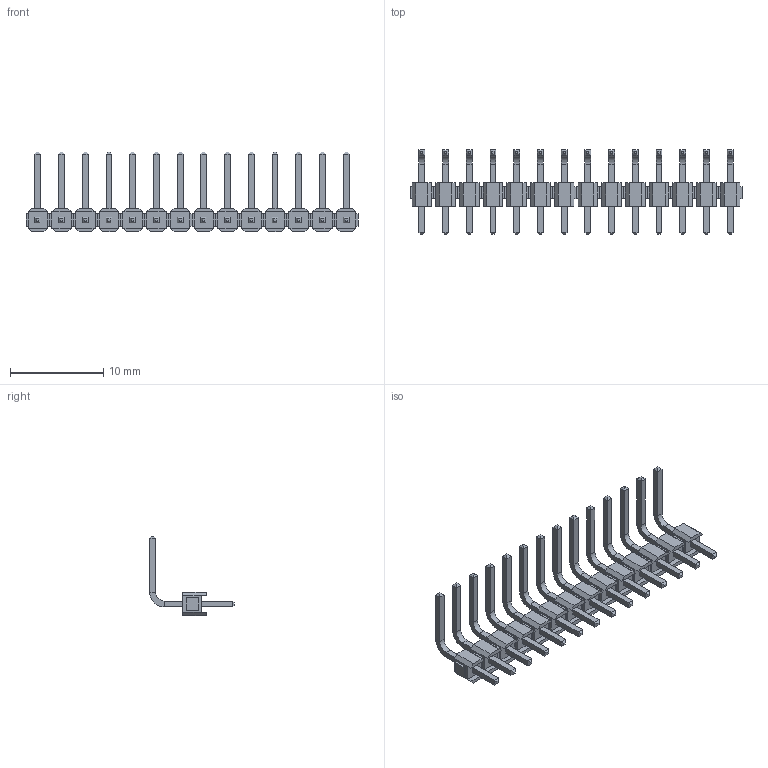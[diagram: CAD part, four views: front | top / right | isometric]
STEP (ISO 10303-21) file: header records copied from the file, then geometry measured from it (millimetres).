
FILE_DESCRIPTION (( 'STEP AP214' ), '1' );
FILE_NAME ('PLSRU-14.STEP', '2019-06-28T14:39:50', ( '' ), ( '' ), 'SwSTEP 2.0', 'SolidWorks 2018', '' );
FILE_SCHEMA (( 'AUTOMOTIVE_DESIGN' ));
Length unit declared in the file: millimetre
Products named in the file (1): PLSRU-14
Bounding box: 35.56 x 9.07 x 8.54 mm (x, y, z)
Volume: 237.5 mm3; surface area: 959.2 mm2
Topology: 28 solids, 28 shells, 714 faces, 1568 edges, 952 vertices
Faces by surface type: plane 686, cylinder 28
Entity records: 26979 total; most frequent: CARTESIAN_POINT 3235, ORIENTED_EDGE 3136, DIRECTION 3054, EDGE_CURVE 1568, VECTOR 1512, LINE 1512, VERTEX_POINT 952, AXIS2_PLACEMENT_3D 771
